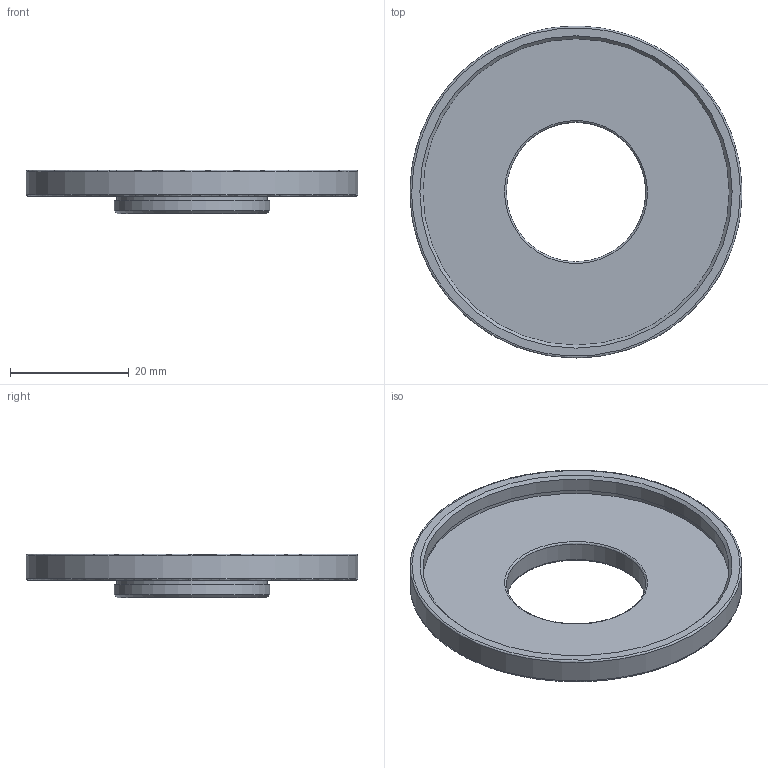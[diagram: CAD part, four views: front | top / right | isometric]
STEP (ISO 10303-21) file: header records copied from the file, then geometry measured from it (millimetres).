
FILE_DESCRIPTION (( 'STEP AP203' ), '1' );
FILE_NAME ('530222.step', '2025-08-20T01:35:57', ( 'Windows User' ), ( 'P R C' ), 'SwSTEP 2.0', 'SolidWorks 2020', '' );
FILE_SCHEMA (( 'CONFIG_CONTROL_DESIGN' ));
Length unit declared in the file: millimetre
Products named in the file (1): 530222
Bounding box: 56 x 56 x 7.4 mm (x, y, z)
Volume: 3160.3 mm3; surface area: 5963.1 mm2
Topology: 1 solids, 1 shells, 18 faces, 37 edges, 25 vertices
Faces by surface type: plane 6, cylinder 6, bspline 4, cone 2
Full cylindrical faces by diameter (mm): 23.5 x1, 25.4 x1, 26.29 x1, 51.69 x1, 52.2 x1, 56 x1
Entity records: 977 total; most frequent: CARTESIAN_POINT 599, DIRECTION 58, ORIENTED_EDGE 44, EDGE_LOOP 36, AXIS2_PLACEMENT_3D 29, FACE_OUTER_BOUND 28, VERTEX_POINT 22, EDGE_CURVE 22
